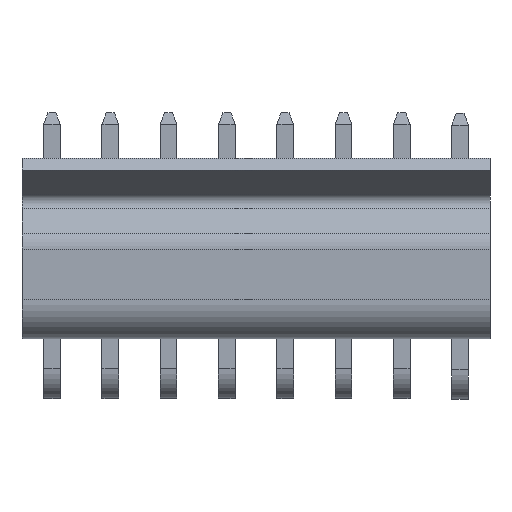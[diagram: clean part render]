
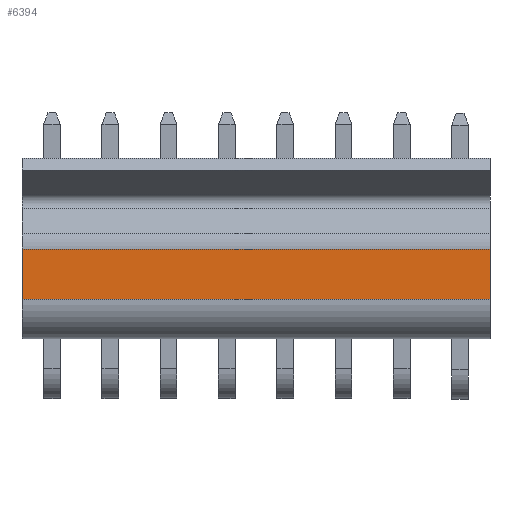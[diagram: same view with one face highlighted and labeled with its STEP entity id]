
A CAD part, top view. The second image highlights one B-rep face of the part: STEP entity #6394.
In plain terms, the highlighted face is planar.
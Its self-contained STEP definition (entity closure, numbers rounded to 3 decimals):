
#502=ORIENTED_EDGE('',*,*,#1642,.F.);
#503=ORIENTED_EDGE('',*,*,#1661,.F.);
#504=ORIENTED_EDGE('',*,*,#1644,.T.);
#505=ORIENTED_EDGE('',*,*,#1662,.T.);
#1642=EDGE_CURVE('',#2234,#2218,#2697,.T.);
#1644=EDGE_CURVE('',#2237,#2235,#2698,.T.);
#1661=EDGE_CURVE('',#2237,#2234,#2710,.T.);
#1662=EDGE_CURVE('',#2235,#2218,#2711,.T.);
#2218=VERTEX_POINT('',#8581);
#2234=VERTEX_POINT('',#8614);
#2235=VERTEX_POINT('',#8618);
#2237=VERTEX_POINT('',#8621);
#2697=LINE('',#8615,#3308);
#2698=LINE('',#8620,#3309);
#2710=LINE('',#8652,#3321);
#2711=LINE('',#8653,#3322);
#3308=VECTOR('',#7289,1000.);
#3309=VECTOR('',#7294,1000.);
#3321=VECTOR('',#7318,1000.);
#3322=VECTOR('',#7319,1000.);
#3772=EDGE_LOOP('',(#502,#503,#504,#505));
#4057=FACE_BOUND('',#3772,.T.);
#4326=PLANE('',#6674);
#6394=ADVANCED_FACE('',(#4057),#4326,.T.);
#6674=AXIS2_PLACEMENT_3D('',#8651,#7316,#7317);
#7289=DIRECTION('',(0.,0.,1.));
#7294=DIRECTION('',(0.,0.,1.));
#7316=DIRECTION('',(0.,1.,0.));
#7317=DIRECTION('',(0.,0.,1.));
#7318=DIRECTION('',(1.,0.,0.));
#7319=DIRECTION('',(1.,0.,0.));
#8581=CARTESIAN_POINT('',(15.895,8.225,4.474));
#8614=CARTESIAN_POINT('',(15.895,8.225,1.074));
#8615=CARTESIAN_POINT('',(15.895,8.225,4.474));
#8618=CARTESIAN_POINT('',(-15.895,8.225,4.474));
#8620=CARTESIAN_POINT('',(-15.895,8.225,4.474));
#8621=CARTESIAN_POINT('',(-15.895,8.225,1.074));
#8651=CARTESIAN_POINT('',(-15.895,8.225,4.474));
#8652=CARTESIAN_POINT('',(-15.895,8.225,1.074));
#8653=CARTESIAN_POINT('',(-15.895,8.225,4.474));
